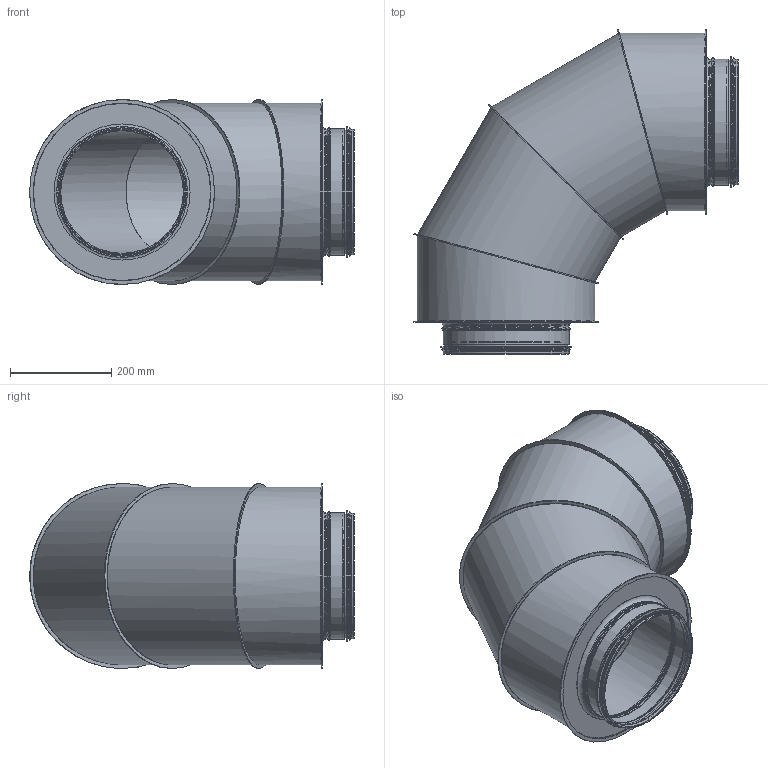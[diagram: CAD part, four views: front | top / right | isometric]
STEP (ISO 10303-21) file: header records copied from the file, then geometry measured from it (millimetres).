
FILE_DESCRIPTION(/* description */ ('Vinkel Ljuddämpare Ø250'),/* implementation_level */ '2;1');
FILE_NAME(/* name */ 'LO10007.stp',/* time_stamp */ '2016-11-28T03:56:10-08:00',/* author */ ('CAD'),/* organization */ (''),/* preprocessor_version */ 'ST-DEVELOPER v16.5',/* originating_system */ 'Autodesk Inventor 2017',/* authorisation */ '');
FILE_SCHEMA (('AUTOMOTIVE_DESIGN { 1 0 10303 214 3 1 1 }'));
Length unit declared in the file: millimetre
Products named in the file (1): HRFV-250
Bounding box: 641.85 x 641.85 x 365.4 mm (x, y, z)
Volume: 1153950.2 mm3; surface area: 3047506.8 mm2
Topology: 6 solids, 11 shells, 188 faces, 374 edges, 206 vertices
Faces by surface type: cylinder 56, torus 50, bspline 34, plane 26, cone 22
Full cylindrical faces by diameter (mm): 242.3 x2, 243.7 x2, 243.8 x2, 247.4 x6, 247.5 x6, 247.7 x8, 248.9 x2, 249.1 x10, 253.8 x2, 258.8 x2, 350 x4, 351.4 x6, 365.4 x2
Entity records: 6200 total; most frequent: CARTESIAN_POINT 2925, DIRECTION 713, ORIENTED_EDGE 480, AXIS2_PLACEMENT_3D 344, EDGE_LOOP 338, EDGE_CURVE 226, FACE_OUTER_BOUND 186, VERTEX_POINT 186
